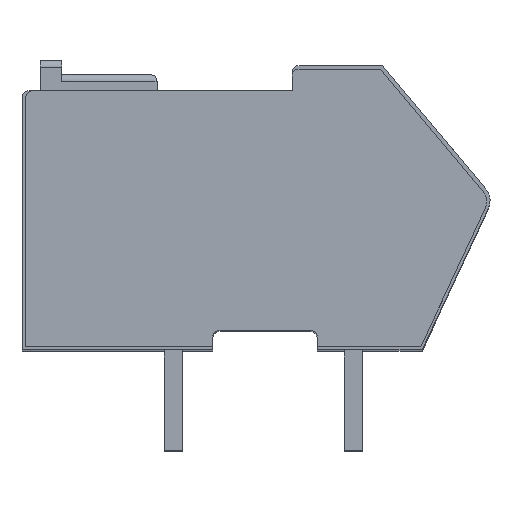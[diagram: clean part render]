
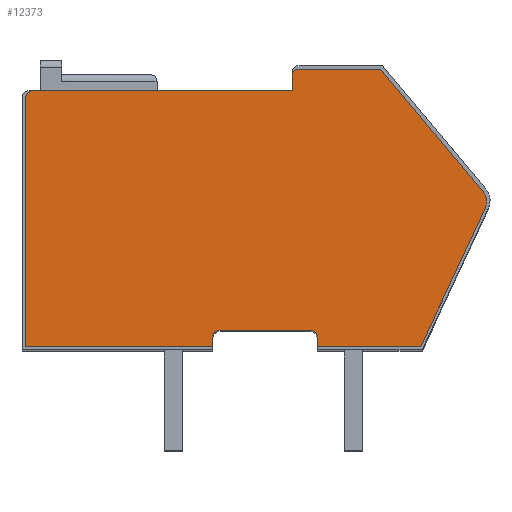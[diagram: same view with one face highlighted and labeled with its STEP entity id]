
A CAD part, top view. The second image highlights one B-rep face of the part: STEP entity #12373.
In plain terms, the highlighted planar face has unit normal (0, 0, 1).
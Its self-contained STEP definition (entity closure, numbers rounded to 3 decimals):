
#139=CIRCLE('',#13008,0.2);
#141=CIRCLE('',#13012,0.2);
#146=CIRCLE('',#13026,0.2);
#147=CIRCLE('',#13032,0.5);
#148=CIRCLE('',#13036,0.2);
#1720=ORIENTED_EDGE('',*,*,#3969,.T.);
#1721=ORIENTED_EDGE('',*,*,#3971,.T.);
#1722=ORIENTED_EDGE('',*,*,#3972,.T.);
#1723=ORIENTED_EDGE('',*,*,#3916,.T.);
#1724=ORIENTED_EDGE('',*,*,#3921,.F.);
#1725=ORIENTED_EDGE('',*,*,#3924,.T.);
#1726=ORIENTED_EDGE('',*,*,#3927,.F.);
#1727=ORIENTED_EDGE('',*,*,#3930,.T.);
#1728=ORIENTED_EDGE('',*,*,#3974,.T.);
#1729=ORIENTED_EDGE('',*,*,#3976,.T.);
#1730=ORIENTED_EDGE('',*,*,#3978,.T.);
#1731=ORIENTED_EDGE('',*,*,#3980,.T.);
#1732=ORIENTED_EDGE('',*,*,#3982,.T.);
#1733=ORIENTED_EDGE('',*,*,#3983,.T.);
#1734=ORIENTED_EDGE('',*,*,#3955,.T.);
#1735=ORIENTED_EDGE('',*,*,#3861,.T.);
#3861=EDGE_CURVE('',#4948,#4947,#5880,.T.);
#3916=EDGE_CURVE('',#4980,#4979,#5929,.T.);
#3921=EDGE_CURVE('',#4983,#4979,#139,.T.);
#3924=EDGE_CURVE('',#4983,#4985,#5935,.T.);
#3927=EDGE_CURVE('',#4987,#4985,#141,.T.);
#3930=EDGE_CURVE('',#4987,#4988,#5939,.T.);
#3955=EDGE_CURVE('',#5000,#4948,#5962,.T.);
#3969=EDGE_CURVE('',#4947,#5010,#146,.T.);
#3971=EDGE_CURVE('',#5010,#5011,#5975,.T.);
#3972=EDGE_CURVE('',#5011,#4980,#5976,.T.);
#3974=EDGE_CURVE('',#4988,#5012,#5978,.T.);
#3976=EDGE_CURVE('',#5012,#5013,#5980,.T.);
#3978=EDGE_CURVE('',#5013,#5014,#147,.T.);
#3980=EDGE_CURVE('',#5014,#5015,#5983,.T.);
#3982=EDGE_CURVE('',#5015,#5016,#5985,.T.);
#3983=EDGE_CURVE('',#5016,#5000,#148,.T.);
#4947=VERTEX_POINT('',#17589);
#4948=VERTEX_POINT('',#17591);
#4979=VERTEX_POINT('',#17696);
#4980=VERTEX_POINT('',#17698);
#4983=VERTEX_POINT('',#17706);
#4985=VERTEX_POINT('',#17712);
#4987=VERTEX_POINT('',#17718);
#4988=VERTEX_POINT('',#17723);
#5000=VERTEX_POINT('',#17766);
#5010=VERTEX_POINT('',#17792);
#5011=VERTEX_POINT('',#17796);
#5012=VERTEX_POINT('',#17802);
#5013=VERTEX_POINT('',#17806);
#5014=VERTEX_POINT('',#17810);
#5015=VERTEX_POINT('',#17814);
#5016=VERTEX_POINT('',#17818);
#5880=LINE('',#17590,#7018);
#5929=LINE('',#17697,#7067);
#5935=LINE('',#17713,#7073);
#5939=LINE('',#17724,#7077);
#5962=LINE('',#17765,#7100);
#5975=LINE('',#17797,#7113);
#5976=LINE('',#17799,#7114);
#5978=LINE('',#17803,#7116);
#5980=LINE('',#17807,#7118);
#5983=LINE('',#17815,#7121);
#5985=LINE('',#17819,#7123);
#7018=VECTOR('',#14753,1000.);
#7067=VECTOR('',#14854,1000.);
#7073=VECTOR('',#14868,1000.);
#7077=VECTOR('',#14880,1000.);
#7100=VECTOR('',#14917,1000.);
#7113=VECTOR('',#14944,1000.);
#7114=VECTOR('',#14947,1000.);
#7116=VECTOR('',#14951,1000.);
#7118=VECTOR('',#14955,1000.);
#7121=VECTOR('',#14964,1000.);
#7123=VECTOR('',#14968,1000.);
#7615=EDGE_LOOP('',(#1720,#1721,#1722,#1723,#1724,#1725,#1726,#1727,#1728,
#1729,#1730,#1731,#1732,#1733,#1734,#1735));
#8122=FACE_BOUND('',#7615,.T.);
#8556=PLANE('',#13037);
#12373=ADVANCED_FACE('',(#8122),#8556,.T.);
#13008=AXIS2_PLACEMENT_3D('',#17707,#14862,#14863);
#13012=AXIS2_PLACEMENT_3D('',#17719,#14874,#14875);
#13026=AXIS2_PLACEMENT_3D('',#17793,#14939,#14940);
#13032=AXIS2_PLACEMENT_3D('',#17811,#14959,#14960);
#13036=AXIS2_PLACEMENT_3D('',#17821,#14971,#14972);
#13037=AXIS2_PLACEMENT_3D('',#17822,#14973,#14974);
#14753=DIRECTION('',(-1.,0.,0.));
#14854=DIRECTION('',(0.,1.,0.));
#14862=DIRECTION('',(0.,0.,1.));
#14863=DIRECTION('',(1.,0.,0.));
#14868=DIRECTION('',(1.,0.,0.));
#14874=DIRECTION('',(0.,0.,1.));
#14875=DIRECTION('',(1.,0.,0.));
#14880=DIRECTION('',(0.,-1.,0.));
#14917=DIRECTION('',(0.,-1.,0.));
#14939=DIRECTION('',(0.,0.,1.));
#14940=DIRECTION('',(1.,0.,0.));
#14944=DIRECTION('',(0.,-1.,0.));
#14947=DIRECTION('',(1.,0.,0.));
#14951=DIRECTION('',(1.,0.,0.));
#14955=DIRECTION('',(0.423,0.906,0.));
#14959=DIRECTION('',(0.,0.,1.));
#14960=DIRECTION('',(1.,0.,0.));
#14964=DIRECTION('',(-0.643,0.766,0.));
#14968=DIRECTION('',(-1.,0.,0.));
#14971=DIRECTION('',(0.,0.,1.));
#14972=DIRECTION('',(1.,0.,0.));
#14973=DIRECTION('',(0.,0.,1.));
#14974=DIRECTION('',(1.,0.,0.));
#17589=CARTESIAN_POINT('',(-3.9,7.2,21.));
#17590=CARTESIAN_POINT('',(3.3,7.2,21.));
#17591=CARTESIAN_POINT('',(3.3,7.2,21.));
#17696=CARTESIAN_POINT('',(1.1,0.35,21.));
#17697=CARTESIAN_POINT('',(1.1,0.1,21.));
#17698=CARTESIAN_POINT('',(1.1,0.1,21.));
#17706=CARTESIAN_POINT('',(1.3,0.55,21.));
#17707=CARTESIAN_POINT('',(1.3,0.35,21.));
#17712=CARTESIAN_POINT('',(3.8,0.55,21.));
#17713=CARTESIAN_POINT('',(1.3,0.55,21.));
#17718=CARTESIAN_POINT('',(4.,0.35,21.));
#17719=CARTESIAN_POINT('',(3.8,0.35,21.));
#17723=CARTESIAN_POINT('',(4.,0.1,21.));
#17724=CARTESIAN_POINT('',(4.,0.35,21.));
#17765=CARTESIAN_POINT('',(3.3,7.6,21.));
#17766=CARTESIAN_POINT('',(3.3,7.6,21.));
#17792=CARTESIAN_POINT('',(-4.1,7.,21.));
#17793=CARTESIAN_POINT('',(-3.9,7.,21.));
#17796=CARTESIAN_POINT('',(-4.1,0.1,21.));
#17797=CARTESIAN_POINT('',(-4.1,7.,21.));
#17799=CARTESIAN_POINT('',(-4.1,0.1,21.));
#17802=CARTESIAN_POINT('',(6.88,0.1,21.));
#17803=CARTESIAN_POINT('',(4.,0.1,21.));
#17806=CARTESIAN_POINT('',(8.653,3.902,21.));
#17807=CARTESIAN_POINT('',(6.88,0.1,21.));
#17810=CARTESIAN_POINT('',(8.583,4.435,21.));
#17811=CARTESIAN_POINT('',(8.2,4.114,21.));
#17814=CARTESIAN_POINT('',(5.759,7.8,21.));
#17815=CARTESIAN_POINT('',(8.583,4.435,21.));
#17818=CARTESIAN_POINT('',(3.5,7.8,21.));
#17819=CARTESIAN_POINT('',(5.759,7.8,21.));
#17821=CARTESIAN_POINT('',(3.5,7.6,21.));
#17822=CARTESIAN_POINT('',(-3.9,7.,21.));
